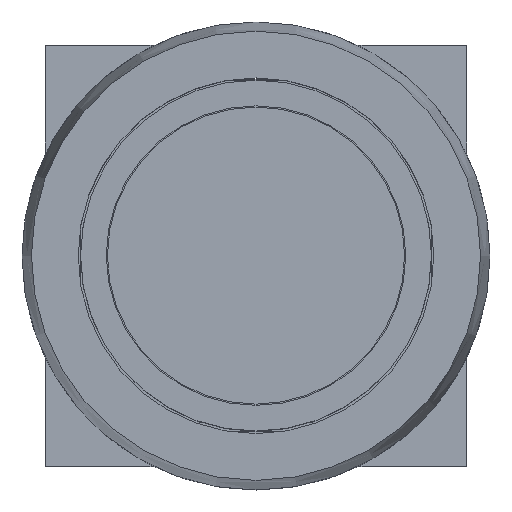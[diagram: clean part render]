
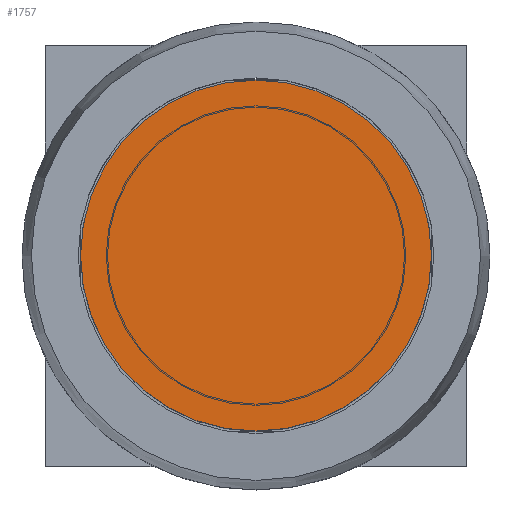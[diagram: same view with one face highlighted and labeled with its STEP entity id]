
A CAD part, top view. The second image highlights one B-rep face of the part: STEP entity #1757.
In plain terms, the highlighted planar face has unit normal (0, 0, 1).
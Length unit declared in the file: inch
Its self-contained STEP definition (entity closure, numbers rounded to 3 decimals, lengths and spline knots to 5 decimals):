
#1714=CARTESIAN_POINT('',(0.,0.14764,0.5315));
#1715=VERTEX_POINT('',#1714);
#1716=CARTESIAN_POINT('',(0.0,0.0,0.5315));
#1717=DIRECTION('',(0.0,0.0,-1.0));
#1718=DIRECTION('',(0.0,-1.0,0.0));
#1719=AXIS2_PLACEMENT_3D('',#1716,#1717,#1718);
#1720=CIRCLE('',#1719,0.14764);
#1721=EDGE_CURVE('',#1715,#1715,#1720,.T.);
#1749=CARTESIAN_POINT('',(-0.1624,0.1624,0.5315));
#1750=DIRECTION('',(0.0,0.0,-1.0));
#1751=DIRECTION('',(-1.0,0.0,0.0));
#1752=AXIS2_PLACEMENT_3D('',#1749,#1750,#1751);
#1753=PLANE('',#1752);
#1754=ORIENTED_EDGE('',*,*,#1721,.F.);
#1755=EDGE_LOOP('',(#1754));
#1756=FACE_OUTER_BOUND('',#1755,.T.);
#1757=ADVANCED_FACE('',(#1756),#1753,.F.);
